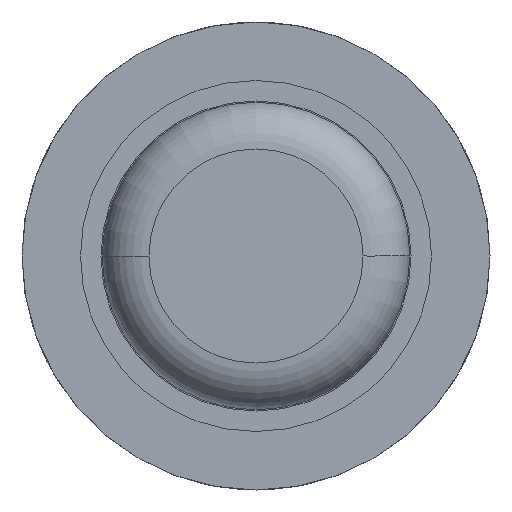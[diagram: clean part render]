
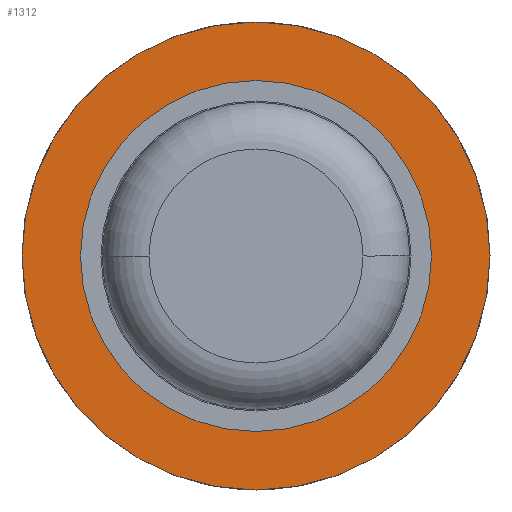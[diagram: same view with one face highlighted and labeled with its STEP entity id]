
A CAD part, front view. The second image highlights one B-rep face of the part: STEP entity #1312.
In plain terms, the highlighted planar face has unit normal (0, -1, 0).
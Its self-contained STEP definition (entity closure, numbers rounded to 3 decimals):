
#112 = AXIS2_PLACEMENT_3D ( 'NONE', #4196, #1669, #3330 ) ;
#204 = ORIENTED_EDGE ( 'NONE', *, *, #3090, .F. ) ;
#306 = DIRECTION ( 'NONE',  ( 0., 0., 1. ) ) ;
#311 = CARTESIAN_POINT ( 'NONE',  ( 0., 32.3, 0.9 ) ) ;
#357 = VERTEX_POINT ( 'NONE', #311 ) ;
#591 = ORIENTED_EDGE ( 'NONE', *, *, #4364, .T. ) ;
#753 = VERTEX_POINT ( 'NONE', #3682 ) ;
#824 = DIRECTION ( 'NONE',  ( 0., 1., 0. ) ) ;
#888 = FACE_BOUND ( 'NONE', #3181, .T. ) ;
#944 = VERTEX_POINT ( 'NONE', #3415 ) ;
#1120 = FACE_OUTER_BOUND ( 'NONE', #5252, .T. ) ;
#1312 = ADVANCED_FACE ( 'Defeature ausgef�hrt1_22', ( #1120, #888 ), #2489, .F. ) ;
#1418 = VERTEX_POINT ( 'NONE', #4030 ) ;
#1492 = CARTESIAN_POINT ( 'NONE',  ( 0., 32.3, 0. ) ) ;
#1669 = DIRECTION ( 'NONE',  ( 0., 1., 0. ) ) ;
#1825 = CIRCLE ( 'NONE', #3554, 2. ) ;
#2023 = DIRECTION ( 'NONE',  ( 0., 0., 1. ) ) ;
#2341 = CARTESIAN_POINT ( 'NONE',  ( 0., 32.3, 0. ) ) ;
#2489 = PLANE ( 'NONE',  #4769 ) ;
#2783 = DIRECTION ( 'NONE',  ( 0., 1., 0. ) ) ;
#2876 = DIRECTION ( 'NONE',  ( 0., 1., 0. ) ) ;
#3018 = EDGE_CURVE ( 'Defeature ausgef�hrt1_23+Defeature ausgef�hrt1_22+Defeature ausgef�hrt1_22+Defeature ausgef�hrt1_22', #944, #1418, #1825, .T. ) ;
#3090 = EDGE_CURVE ( 'Defeature ausgef�hrt1_23+Defeature ausgef�hrt1_22+Defeature ausgef�hrt1_22+Defeature ausgef�hrt1_22', #1418, #944, #3371, .T. ) ;
#3181 = EDGE_LOOP ( 'NONE', ( #4274, #591 ) ) ;
#3202 = AXIS2_PLACEMENT_3D ( 'NONE', #5346, #2876, #3292 ) ;
#3292 = DIRECTION ( 'NONE',  ( 0., 0., 1. ) ) ;
#3300 = CARTESIAN_POINT ( 'NONE',  ( 0.9, 32.3, 0. ) ) ;
#3330 = DIRECTION ( 'NONE',  ( 0., 0., 1. ) ) ;
#3371 = CIRCLE ( 'NONE', #112, 2. ) ;
#3415 = CARTESIAN_POINT ( 'NONE',  ( 0., 32.3, -2. ) ) ;
#3554 = AXIS2_PLACEMENT_3D ( 'NONE', #2341, #2783, #4984 ) ;
#3682 = CARTESIAN_POINT ( 'NONE',  ( 0., 32.3, -0.9 ) ) ;
#3713 = ORIENTED_EDGE ( 'NONE', *, *, #3018, .F. ) ;
#3905 = AXIS2_PLACEMENT_3D ( 'NONE', #1492, #4415, #306 ) ;
#4030 = CARTESIAN_POINT ( 'NONE',  ( 0., 32.3, 2. ) ) ;
#4138 = EDGE_CURVE ( 'Defeature ausgef�hrt1_22+Defeature ausgef�hrt1_9+Defeature ausgef�hrt1_9+Defeature ausgef�hrt1_9', #357, #753, #4709, .T. ) ;
#4196 = CARTESIAN_POINT ( 'NONE',  ( 0., 32.3, 0. ) ) ;
#4274 = ORIENTED_EDGE ( 'NONE', *, *, #4138, .T. ) ;
#4364 = EDGE_CURVE ( 'Defeature ausgef�hrt1_22+Defeature ausgef�hrt1_9+Defeature ausgef�hrt1_9+Defeature ausgef�hrt1_9', #753, #357, #4881, .T. ) ;
#4415 = DIRECTION ( 'NONE',  ( 0., 1., 0. ) ) ;
#4709 = CIRCLE ( 'NONE', #3905, 0.9 ) ;
#4769 = AXIS2_PLACEMENT_3D ( 'NONE', #3300, #824, #2023 ) ;
#4881 = CIRCLE ( 'NONE', #3202, 0.9 ) ;
#4984 = DIRECTION ( 'NONE',  ( 0., 0., 1. ) ) ;
#5252 = EDGE_LOOP ( 'NONE', ( #204, #3713 ) ) ;
#5346 = CARTESIAN_POINT ( 'NONE',  ( 0., 32.3, 0. ) ) ;
